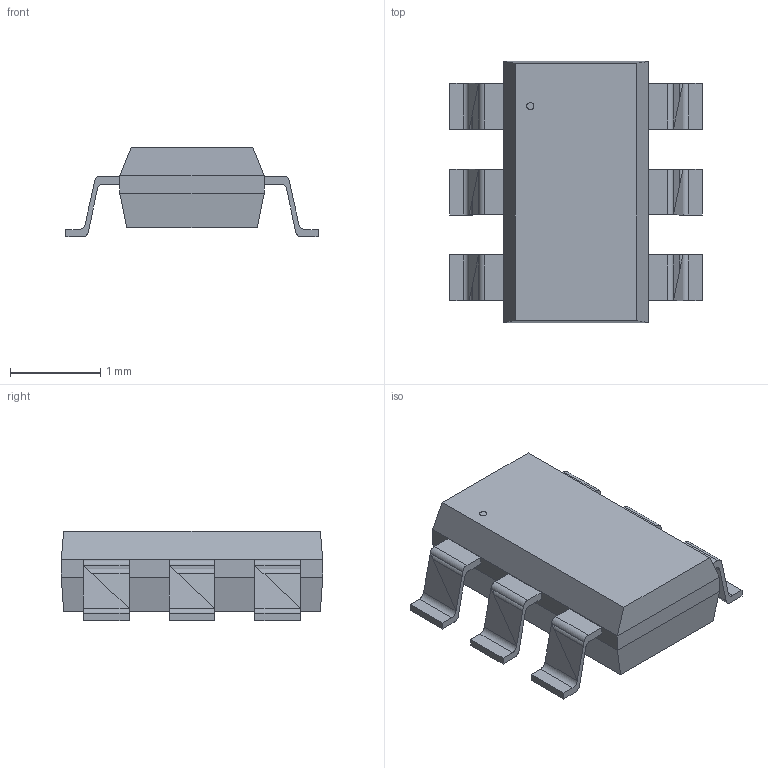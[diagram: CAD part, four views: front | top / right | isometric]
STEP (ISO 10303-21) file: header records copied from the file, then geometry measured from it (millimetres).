
FILE_DESCRIPTION(('FreeCAD Model'),'2;1');
FILE_NAME('part_sp.step','2018-03-18T16:33:19',( 'kicad StepUp'),('ksu MCAD'),'Open CASCADE STEP processor 6.8', 'FreeCAD','Unknown');
FILE_SCHEMA(('AUTOMOTIVE_DESIGN_CC2 { 1 2 10303 214 -1 1 5 4 }'));
Length unit declared in the file: millimetre
Products named in the file (1): part_sp
Bounding box: 2.79 x 2.9 x 0.99 mm (x, y, z)
Volume: 0.2 mm3; surface area: 23.7 mm2
Topology: 7 solids, 21 shells, 101 faces, 275 edges, 202 vertices
Faces by surface type: plane 76, cylinder 25
Full cylindrical faces by diameter (mm): 0.08 x1
Entity records: 3899 total; most frequent: CARTESIAN_POINT 580, DIRECTION 528, ORIENTED_EDGE 494, EDGE_CURVE 275, LINE 224, VECTOR 224, VERTEX_POINT 202, AXIS2_PLACEMENT_3D 152
